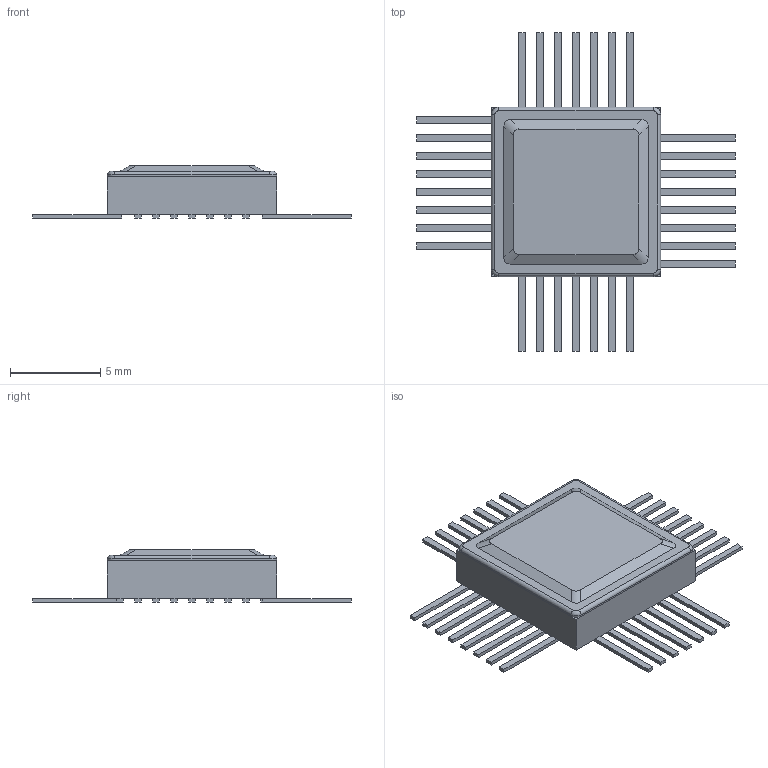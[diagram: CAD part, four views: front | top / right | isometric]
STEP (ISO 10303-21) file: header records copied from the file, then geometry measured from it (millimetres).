
FILE_DESCRIPTION (( 'STEP AP214' ), '1' );
FILE_NAME ('H.09.28-1B_max.step', '2017-06-26T07:21:46', ( '' ), ( '' ), 'SwSTEP 2.0', 'SolidWorks 2016', '' );
FILE_SCHEMA (( 'AUTOMOTIVE_DESIGN' ));
Length unit declared in the file: millimetre
Products named in the file (1): H.09.28-1B_max
Bounding box: 17.68 x 17.68 x 2.9 mm (x, y, z)
Volume: 239.5 mm3; surface area: 725.7 mm2
Topology: 3 solids, 3 shells, 214 faces, 556 edges, 348 vertices
Faces by surface type: plane 198, cylinder 12, torus 4
Entity records: 8368 total; most frequent: CARTESIAN_POINT 1143, ORIENTED_EDGE 1112, DIRECTION 998, EDGE_CURVE 556, VECTOR 528, LINE 528, VERTEX_POINT 348, AXIS2_PLACEMENT_3D 235
